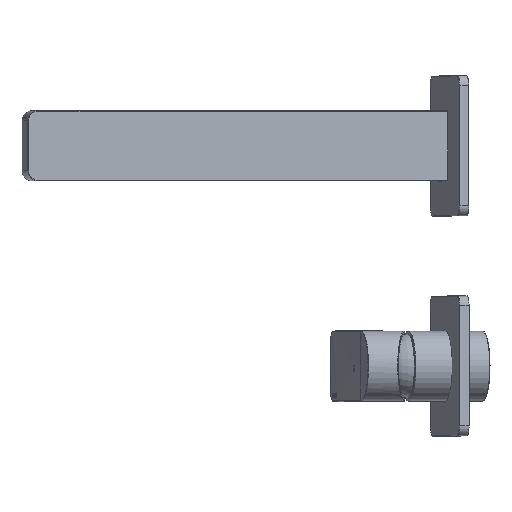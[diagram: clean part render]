
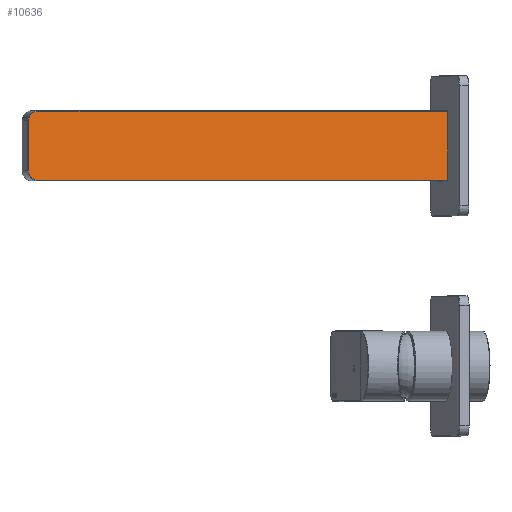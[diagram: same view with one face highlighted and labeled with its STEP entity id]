
A CAD part, top view. The second image highlights one B-rep face of the part: STEP entity #10636.
In plain terms, the highlighted face is planar.
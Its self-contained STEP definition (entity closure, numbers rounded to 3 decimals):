
#1338=LINE('',#26847,#1917);
#1339=LINE('',#26849,#1918);
#1340=LINE('',#26851,#1919);
#1341=LINE('',#26855,#1920);
#1917=VECTOR('',#18562,1000.);
#1918=VECTOR('',#18563,1000.);
#1919=VECTOR('',#18564,1000.);
#1920=VECTOR('',#18567,1000.);
#4790=ORIENTED_EDGE('',*,*,#6474,.T.);
#4791=ORIENTED_EDGE('',*,*,#6475,.T.);
#4792=ORIENTED_EDGE('',*,*,#6476,.T.);
#4793=ORIENTED_EDGE('',*,*,#6477,.T.);
#4794=ORIENTED_EDGE('',*,*,#6478,.T.);
#4795=ORIENTED_EDGE('',*,*,#6479,.T.);
#6474=EDGE_CURVE('',#7499,#7500,#8019,.F.);
#6475=EDGE_CURVE('',#7500,#7501,#1338,.T.);
#6476=EDGE_CURVE('',#7501,#7502,#1339,.T.);
#6477=EDGE_CURVE('',#7502,#7503,#1340,.F.);
#6478=EDGE_CURVE('',#7503,#7504,#8020,.F.);
#6479=EDGE_CURVE('',#7504,#7499,#1341,.F.);
#7499=VERTEX_POINT('',#26845);
#7500=VERTEX_POINT('',#26846);
#7501=VERTEX_POINT('',#26848);
#7502=VERTEX_POINT('',#26850);
#7503=VERTEX_POINT('',#26852);
#7504=VERTEX_POINT('',#26854);
#8019=CIRCLE('',#16004,4.7);
#8020=CIRCLE('',#16005,4.7);
#8803=EDGE_LOOP('',(#4790,#4791,#4792,#4793,#4794,#4795));
#9651=FACE_BOUND('',#8803,.T.);
#10029=PLANE('',#16003);
#10636=ADVANCED_FACE('',(#9651),#10029,.F.);
#16003=AXIS2_PLACEMENT_3D('',#26843,#18558,#18559);
#16004=AXIS2_PLACEMENT_3D('',#26844,#18560,#18561);
#16005=AXIS2_PLACEMENT_3D('',#26853,#18565,#18566);
#18558=DIRECTION('',(1.,0.,0.));
#18559=DIRECTION('',(0.,0.,-1.));
#18560=DIRECTION('',(1.,0.,0.));
#18561=DIRECTION('',(0.,0.,-1.));
#18562=DIRECTION('',(0.,0.,-1.));
#18563=DIRECTION('',(0.,-1.,0.));
#18564=DIRECTION('',(0.,0.,-1.));
#18565=DIRECTION('',(1.,0.,0.));
#18566=DIRECTION('',(0.,0.,-1.));
#18567=DIRECTION('',(0.,-1.,0.));
#26843=CARTESIAN_POINT('',(-7.5,17.5,214.5));
#26844=CARTESIAN_POINT('',(-7.5,12.5,209.5));
#26845=CARTESIAN_POINT('',(-7.5,12.5,214.2));
#26846=CARTESIAN_POINT('',(-7.5,17.2,209.5));
#26847=CARTESIAN_POINT('',(-7.5,17.2,214.5));
#26848=CARTESIAN_POINT('',(-7.5,17.2,0.));
#26849=CARTESIAN_POINT('',(-7.5,17.5,0.));
#26850=CARTESIAN_POINT('',(-7.5,-17.2,0.));
#26851=CARTESIAN_POINT('',(-7.5,-17.2,214.5));
#26852=CARTESIAN_POINT('',(-7.5,-17.2,209.5));
#26853=CARTESIAN_POINT('',(-7.5,-12.5,209.5));
#26854=CARTESIAN_POINT('',(-7.5,-12.5,214.2));
#26855=CARTESIAN_POINT('',(-7.5,12.5,214.2));
